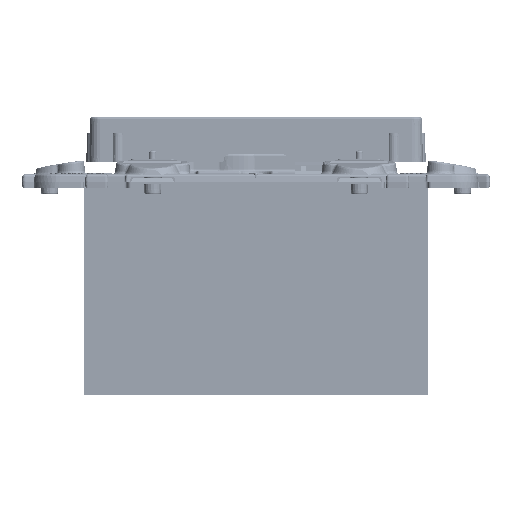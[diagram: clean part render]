
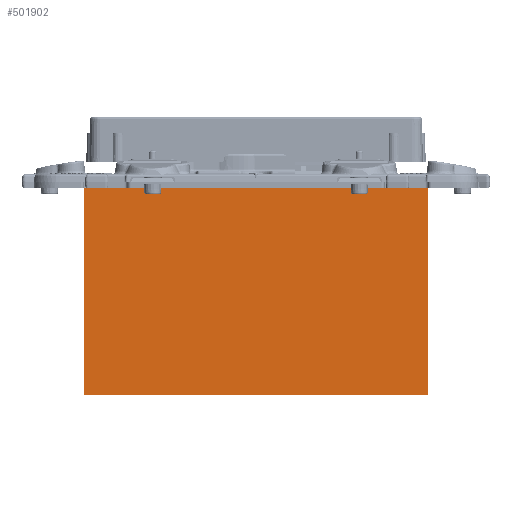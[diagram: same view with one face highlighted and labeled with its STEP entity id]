
A CAD part, left-side view. The second image highlights one B-rep face of the part: STEP entity #501902.
In plain terms, the highlighted planar face has unit normal (-1, 0, 0).
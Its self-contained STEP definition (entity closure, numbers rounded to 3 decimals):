
#501875=AXIS2_PLACEMENT_3D('Plane Axis2P3D',#501872,#501873,#501874) ;
#115027=CARTESIAN_POINT('Vertex',(-27.5,9.38,0.)) ;
#115034=CARTESIAN_POINT('Vertex',(-27.5,4.117,0.)) ;
#117133=CARTESIAN_POINT('Vertex',(-27.5,27.5,0.)) ;
#117136=CARTESIAN_POINT('Line Origine',(-27.5,18.44,0.)) ;
#117141=CARTESIAN_POINT('Line Origine',(-27.5,-11.692,0.)) ;
#117145=CARTESIAN_POINT('Vertex',(-27.5,-27.5,0.)) ;
#501845=CARTESIAN_POINT('Vertex',(-27.5,27.5,-33.)) ;
#501848=CARTESIAN_POINT('Line Origine',(-27.5,27.5,-16.5)) ;
#501872=CARTESIAN_POINT('Axis2P3D Location',(-27.5,-27.5,0.)) ;
#501877=CARTESIAN_POINT('Line Origine',(-27.5,0.,-33.)) ;
#501881=CARTESIAN_POINT('Vertex',(-27.5,-27.5,-33.)) ;
#501884=CARTESIAN_POINT('Line Origine',(-27.5,-27.5,-16.5)) ;
#501889=CARTESIAN_POINT('Line Origine',(-27.5,6.749,0.)) ;
#117137=DIRECTION('Vector Direction',(0.,1.,0.)) ;
#117142=DIRECTION('Vector Direction',(0.,1.,0.)) ;
#501849=DIRECTION('Vector Direction',(0.,0.,-1.)) ;
#501873=DIRECTION('Axis2P3D Direction',(-1.,0.,0.)) ;
#501874=DIRECTION('Axis2P3D XDirection',(0.,1.,0.)) ;
#501878=DIRECTION('Vector Direction',(0.,1.,0.)) ;
#501885=DIRECTION('Vector Direction',(0.,0.,-1.)) ;
#501890=DIRECTION('Vector Direction',(0.,1.,0.)) ;
#117138=VECTOR('Line Direction',#117137,1.) ;
#117143=VECTOR('Line Direction',#117142,1.) ;
#501850=VECTOR('Line Direction',#501849,1.) ;
#501879=VECTOR('Line Direction',#501878,1.) ;
#501886=VECTOR('Line Direction',#501885,1.) ;
#501891=VECTOR('Line Direction',#501890,1.) ;
#501895=ORIENTED_EDGE('',*,*,#501883,.T.) ;
#501896=ORIENTED_EDGE('',*,*,#501888,.F.) ;
#501897=ORIENTED_EDGE('',*,*,#117147,.F.) ;
#501898=ORIENTED_EDGE('',*,*,#501893,.F.) ;
#501899=ORIENTED_EDGE('',*,*,#117140,.F.) ;
#501900=ORIENTED_EDGE('',*,*,#501852,.T.) ;
#501902=ADVANCED_FACE('PartBody',(#501901),#501876,.T.) ;
#117140=EDGE_CURVE('',#117134,#115028,#117139,.F.) ;
#117147=EDGE_CURVE('',#115035,#117146,#117144,.F.) ;
#501852=EDGE_CURVE('',#117134,#501846,#501851,.T.) ;
#501883=EDGE_CURVE('',#501846,#501882,#501880,.F.) ;
#501888=EDGE_CURVE('',#117146,#501882,#501887,.T.) ;
#501893=EDGE_CURVE('',#115028,#115035,#501892,.F.) ;
#501894=EDGE_LOOP('',(#501895,#501896,#501897,#501898,#501899,#501900)) ;
#501901=FACE_OUTER_BOUND('',#501894,.T.) ;
#117139=LINE('Line',#117136,#117138) ;
#117144=LINE('Line',#117141,#117143) ;
#501851=LINE('Line',#501848,#501850) ;
#501880=LINE('Line',#501877,#501879) ;
#501887=LINE('Line',#501884,#501886) ;
#501892=LINE('Line',#501889,#501891) ;
#501876=PLANE('',#501875) ;
#115028=VERTEX_POINT('',#115027) ;
#115035=VERTEX_POINT('',#115034) ;
#117134=VERTEX_POINT('',#117133) ;
#117146=VERTEX_POINT('',#117145) ;
#501846=VERTEX_POINT('',#501845) ;
#501882=VERTEX_POINT('',#501881) ;
